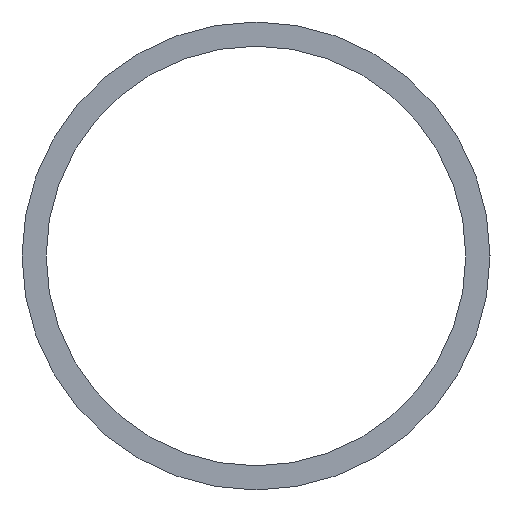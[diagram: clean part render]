
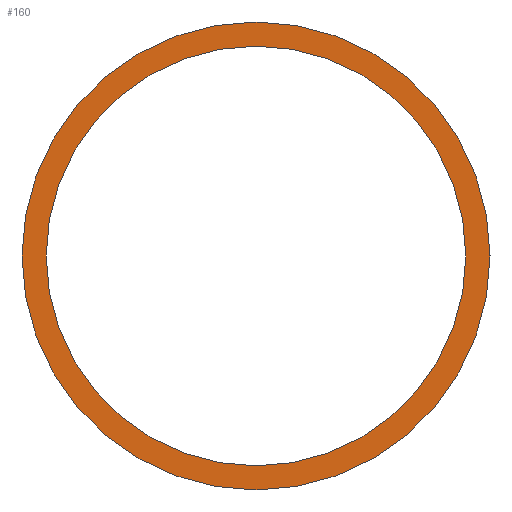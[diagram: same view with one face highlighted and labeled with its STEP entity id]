
A CAD part, left-side view. The second image highlights one B-rep face of the part: STEP entity #160.
In plain terms, the highlighted planar face has unit normal (-1, 0, 0).
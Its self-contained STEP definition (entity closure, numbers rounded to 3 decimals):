
#5 = CARTESIAN_POINT ( 'NONE',  ( 0., 0., 0. ) ) ;
#9 = VERTEX_POINT ( 'NONE', #10 ) ;
#10 = CARTESIAN_POINT ( 'NONE',  ( 0., 0., -28.25 ) ) ;
#24 = ORIENTED_EDGE ( 'NONE', *, *, #57, .F. ) ;
#26 = AXIS2_PLACEMENT_3D ( 'NONE', #104, #27, #120 ) ;
#27 = DIRECTION ( 'NONE',  ( 1., 0., 0. ) ) ;
#32 = AXIS2_PLACEMENT_3D ( 'NONE', #79, #167, #95 ) ;
#42 = FACE_BOUND ( 'NONE', #155, .T. ) ;
#44 = ORIENTED_EDGE ( 'NONE', *, *, #68, .T. ) ;
#52 = EDGE_LOOP ( 'NONE', ( #24 ) ) ;
#54 = DIRECTION ( 'NONE',  ( 0., 0., -1. ) ) ;
#57 = EDGE_CURVE ( 'NONE', #75, #75, #83, .T. ) ;
#68 = EDGE_CURVE ( 'NONE', #9, #9, #145, .T. ) ;
#75 = VERTEX_POINT ( 'NONE', #157 ) ;
#79 = CARTESIAN_POINT ( 'NONE',  ( 0., 0., 0. ) ) ;
#83 = CIRCLE ( 'NONE', #32, 31.5 ) ;
#91 = AXIS2_PLACEMENT_3D ( 'NONE', #5, #130, #54 ) ;
#95 = DIRECTION ( 'NONE',  ( 0., 0., -1. ) ) ;
#104 = CARTESIAN_POINT ( 'NONE',  ( 0., 0., 0. ) ) ;
#113 = PLANE ( 'NONE',  #91 ) ;
#120 = DIRECTION ( 'NONE',  ( 0., 0., -1. ) ) ;
#130 = DIRECTION ( 'NONE',  ( 1., 0., 0. ) ) ;
#145 = CIRCLE ( 'NONE', #26, 28.25 ) ;
#153 = FACE_OUTER_BOUND ( 'NONE', #52, .T. ) ;
#155 = EDGE_LOOP ( 'NONE', ( #44 ) ) ;
#157 = CARTESIAN_POINT ( 'NONE',  ( 0., 0., -31.5 ) ) ;
#160 = ADVANCED_FACE ( 'NONE', ( #153, #42 ), #113, .F. ) ;
#167 = DIRECTION ( 'NONE',  ( 1., 0., 0. ) ) ;
